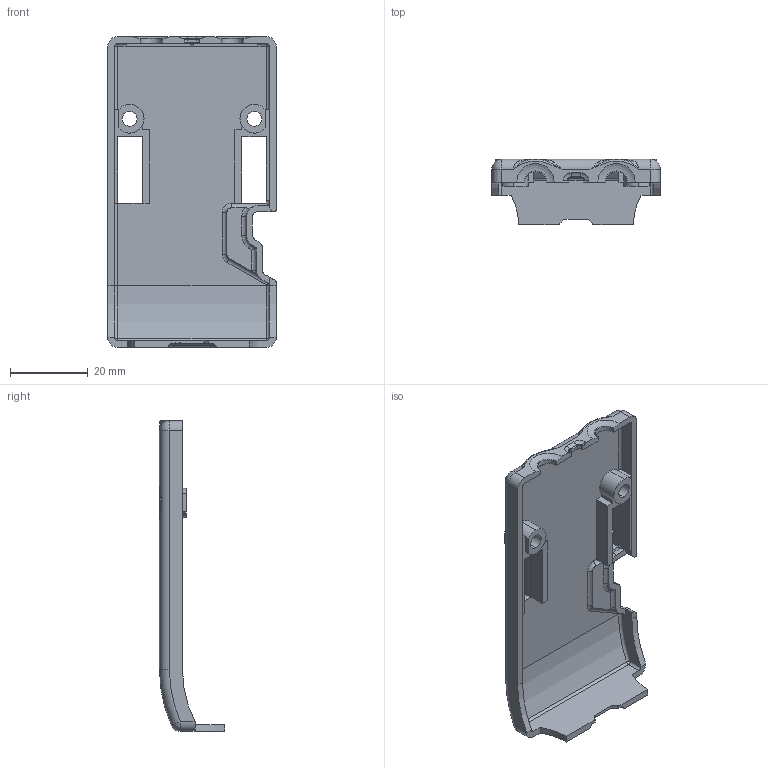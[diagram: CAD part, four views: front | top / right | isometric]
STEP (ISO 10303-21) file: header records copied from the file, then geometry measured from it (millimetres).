
FILE_DESCRIPTION (( 'STEP AP203' ), '1' );
FILE_NAME ('7146_Tympan_Rev-E2_Top_Case.STEP', '2021-06-21T15:45:01', ( '' ), ( '' ), 'SwSTEP 2.0', 'SolidWorks 2018', '' );
FILE_SCHEMA (( 'CONFIG_CONTROL_DESIGN' ));
Length unit declared in the file: inch
Products named in the file (1): 7146_Tympan_Rev-E2_Top_Case
Bounding box: 43.24 x 16.71 x 79.8 mm (x, y, z)
Volume: 8053.2 mm3; surface area: 9571.4 mm2
Topology: 1 solids, 1 shells, 245 faces, 634 edges, 377 vertices
Faces by surface type: cylinder 89, plane 80, bspline 34, torus 31, sphere 9, cone 2
Entity records: 9016 total; most frequent: CARTESIAN_POINT 3196, ORIENTED_EDGE 1244, DIRECTION 1182, EDGE_CURVE 622, AXIS2_PLACEMENT_3D 438, VERTEX_POINT 377, VECTOR 306, LINE 306
